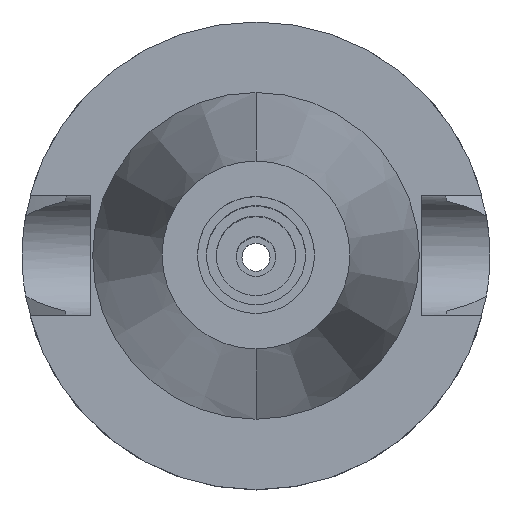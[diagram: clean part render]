
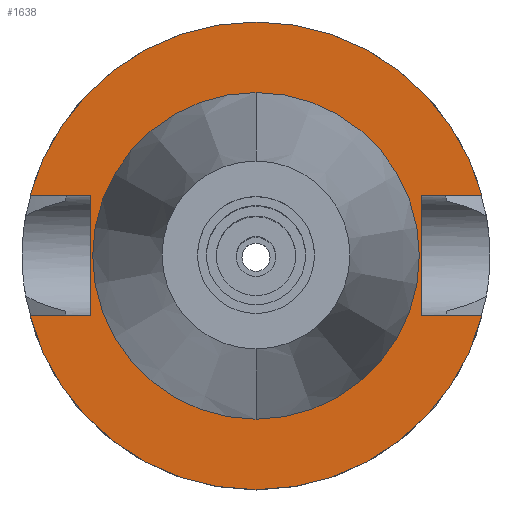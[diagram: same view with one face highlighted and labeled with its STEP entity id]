
A CAD part, top view. The second image highlights one B-rep face of the part: STEP entity #1638.
In plain terms, the highlighted planar face has unit normal (0, 0, 1).
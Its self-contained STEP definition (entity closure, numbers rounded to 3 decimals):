
#570=DIRECTION('',(1.,0.,0.));
#571=VECTOR('',#570,12.921);
#572=CARTESIAN_POINT('',(35.4,12.85,-1.5));
#573=LINE('',#572,#571);
#617=DIRECTION('',(0.,1.,0.));
#618=VECTOR('',#617,25.7);
#619=CARTESIAN_POINT('',(-35.4,-12.85,-1.5));
#620=LINE('',#619,#618);
#624=DIRECTION('',(-1.,0.,0.));
#625=VECTOR('',#624,12.921);
#626=CARTESIAN_POINT('',(-35.4,12.85,-1.5));
#627=LINE('',#626,#625);
#631=CARTESIAN_POINT('',(0.,0.,-1.5));
#632=DIRECTION('',(0.,0.,-1.));
#633=DIRECTION('',(-0.966,0.257,0.));
#634=AXIS2_PLACEMENT_3D('',#631,#632,#633);
#639=CARTESIAN_POINT('',(0.,0.,-1.5));
#640=DIRECTION('',(0.,0.,-1.));
#641=DIRECTION('',(0.,1.,0.));
#642=AXIS2_PLACEMENT_3D('',#639,#640,#641);
#647=DIRECTION('',(0.,-1.,0.));
#648=VECTOR('',#647,25.7);
#649=CARTESIAN_POINT('',(35.4,12.85,-1.5));
#650=LINE('',#649,#648);
#654=DIRECTION('',(1.,0.,0.));
#655=VECTOR('',#654,12.921);
#656=CARTESIAN_POINT('',(35.4,-12.85,-1.5));
#657=LINE('',#656,#655);
#661=CARTESIAN_POINT('',(0.,0.,-1.5));
#662=DIRECTION('',(0.,0.,-1.));
#663=DIRECTION('',(0.966,-0.257,0.));
#664=AXIS2_PLACEMENT_3D('',#661,#662,#663);
#669=CARTESIAN_POINT('',(0.,0.,-1.5));
#670=DIRECTION('',(0.,0.,-1.));
#671=DIRECTION('',(0.,-1.,0.));
#672=AXIS2_PLACEMENT_3D('',#669,#670,#671);
#677=CARTESIAN_POINT('',(0.,0.,-1.5));
#678=DIRECTION('',(0.,0.,1.));
#679=DIRECTION('',(0.,-1.,0.));
#680=AXIS2_PLACEMENT_3D('',#677,#678,#679);
#685=CARTESIAN_POINT('',(0.,0.,-1.5));
#686=DIRECTION('',(0.,0.,1.));
#687=DIRECTION('',(0.,1.,0.));
#688=AXIS2_PLACEMENT_3D('',#685,#686,#687);
#723=DIRECTION('',(-1.,0.,0.));
#724=VECTOR('',#723,12.921);
#725=CARTESIAN_POINT('',(-35.4,-12.85,-1.5));
#726=LINE('',#725,#724);
#1069=CARTESIAN_POINT('',(-35.4,-12.85,-1.5));
#1070=VERTEX_POINT('',#1069);
#1071=CARTESIAN_POINT('',(-48.321,-12.85,-1.5));
#1072=VERTEX_POINT('',#1071);
#1075=CARTESIAN_POINT('',(-35.4,12.85,-1.5));
#1076=VERTEX_POINT('',#1075);
#1077=CARTESIAN_POINT('',(-48.321,12.85,-1.5));
#1078=VERTEX_POINT('',#1077);
#1079=CARTESIAN_POINT('',(0.,50.,-1.5));
#1080=CARTESIAN_POINT('',(48.321,12.85,-1.5));
#1081=VERTEX_POINT('',#1079);
#1082=VERTEX_POINT('',#1080);
#1083=CARTESIAN_POINT('',(35.4,12.85,-1.5));
#1084=VERTEX_POINT('',#1083);
#1085=CARTESIAN_POINT('',(35.4,-12.85,-1.5));
#1086=VERTEX_POINT('',#1085);
#1087=CARTESIAN_POINT('',(48.321,-12.85,-1.5));
#1088=VERTEX_POINT('',#1087);
#1089=CARTESIAN_POINT('',(0.,-50.,-1.5));
#1090=VERTEX_POINT('',#1089);
#1091=CARTESIAN_POINT('',(0.,-34.925,-1.5));
#1092=CARTESIAN_POINT('',(0.,34.925,-1.5));
#1093=VERTEX_POINT('',#1091);
#1094=VERTEX_POINT('',#1092);
#1607=CARTESIAN_POINT('',(0.,0.,-1.5));
#1608=DIRECTION('',(0.,0.,-1.));
#1609=DIRECTION('',(0.,-1.,0.));
#1610=AXIS2_PLACEMENT_3D('',#1607,#1608,#1609);
#1611=PLANE('',#1610);
#1613=ORIENTED_EDGE('',*,*,#1612,.T.);
#1615=ORIENTED_EDGE('',*,*,#1614,.T.);
#1617=ORIENTED_EDGE('',*,*,#1616,.T.);
#1619=ORIENTED_EDGE('',*,*,#1618,.T.);
#1620=ORIENTED_EDGE('',*,*,#1583,.F.);
#1621=ORIENTED_EDGE('',*,*,#1597,.T.);
#1623=ORIENTED_EDGE('',*,*,#1622,.T.);
#1625=ORIENTED_EDGE('',*,*,#1624,.T.);
#1627=ORIENTED_EDGE('',*,*,#1626,.T.);
#1629=ORIENTED_EDGE('',*,*,#1628,.F.);
#1630=EDGE_LOOP('',(#1613,#1615,#1617,#1619,#1620,#1621,#1623,#1625,#1627,
#1629));
#1631=FACE_OUTER_BOUND('',#1630,.F.);
#1633=ORIENTED_EDGE('',*,*,#1632,.T.);
#1635=ORIENTED_EDGE('',*,*,#1634,.T.);
#1636=EDGE_LOOP('',(#1633,#1635));
#1637=FACE_BOUND('',#1636,.F.);
#635=CIRCLE('',#634,50.);
#643=CIRCLE('',#642,50.);
#665=CIRCLE('',#664,50.);
#673=CIRCLE('',#672,50.);
#681=CIRCLE('',#680,34.925);
#689=CIRCLE('',#688,34.925);
#1583=EDGE_CURVE('',#1084,#1082,#573,.T.);
#1597=EDGE_CURVE('',#1084,#1086,#650,.T.);
#1612=EDGE_CURVE('',#1070,#1076,#620,.T.);
#1614=EDGE_CURVE('',#1076,#1078,#627,.T.);
#1616=EDGE_CURVE('',#1078,#1081,#635,.T.);
#1618=EDGE_CURVE('',#1081,#1082,#643,.T.);
#1622=EDGE_CURVE('',#1086,#1088,#657,.T.);
#1624=EDGE_CURVE('',#1088,#1090,#665,.T.);
#1626=EDGE_CURVE('',#1090,#1072,#673,.T.);
#1628=EDGE_CURVE('',#1070,#1072,#726,.T.);
#1632=EDGE_CURVE('',#1093,#1094,#681,.T.);
#1634=EDGE_CURVE('',#1094,#1093,#689,.T.);
#1638=ADVANCED_FACE('',(#1631,#1637),#1611,.F.);
